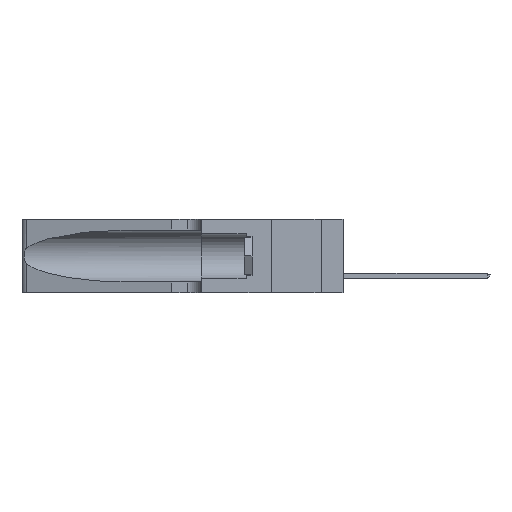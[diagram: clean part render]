
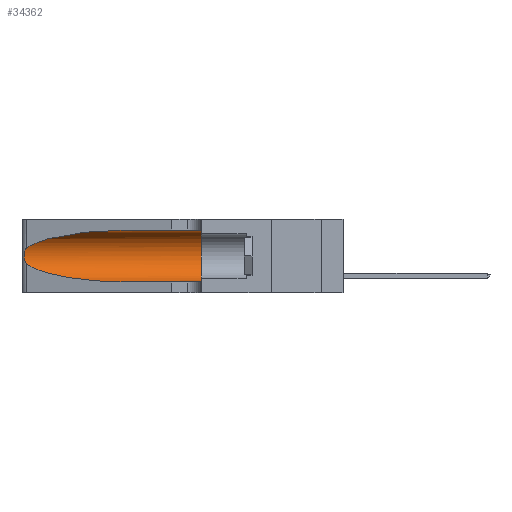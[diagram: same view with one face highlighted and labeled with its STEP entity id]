
A CAD part, left-side view. The second image highlights one B-rep face of the part: STEP entity #34362.
In plain terms, the highlighted cylindrical face has radius 3.308 mm (diameter 6.617 mm), a partial arc.
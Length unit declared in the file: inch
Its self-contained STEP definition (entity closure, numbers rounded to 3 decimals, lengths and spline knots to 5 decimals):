
#1411 = ORIENTED_EDGE ( 'NONE', *, *, #37370, .F. ) ;
#1413 = VECTOR ( 'NONE', #18530, 39.37008 ) ;
#1458 = CARTESIAN_POINT ( 'NONE',  ( 0.25639, 1.23186, 0.15144 ) ) ;
#1581 = CARTESIAN_POINT ( 'NONE',  ( 0.25854, 1.2359, 0.20912 ) ) ;
#2576 = DIRECTION ( 'NONE',  ( 0., -1., 0. ) ) ;
#3073 = CARTESIAN_POINT ( 'NONE',  ( 0.2373, 1.15595, 0.28018 ) ) ;
#3706 = VERTEX_POINT ( 'NONE', #27944 ) ;
#4553 =( BOUNDED_CURVE ( )  B_SPLINE_CURVE ( 3, ( #14885, #27162, #21649, #21115 ),
 .UNSPECIFIED., .F., .T. ) 
 B_SPLINE_CURVE_WITH_KNOTS ( ( 4, 4 ),
 ( 3.44316, 4.71239 ),
 .UNSPECIFIED. ) 
 CURVE ( )  GEOMETRIC_REPRESENTATION_ITEM ( )  RATIONAL_B_SPLINE_CURVE ( ( 1., 0.87, 0.87, 1. ) ) 
 REPRESENTATION_ITEM ( '' )  );
#4713 = CIRCLE ( 'NONE', #17015, 0.13025 ) ;
#4757 = CARTESIAN_POINT ( 'NONE',  ( 0.25487, 1.22718, 0.22369 ) ) ;
#4766 = CYLINDRICAL_SURFACE ( 'NONE', #12472, 0.13025 ) ;
#4835 = CARTESIAN_POINT ( 'NONE',  ( 0.26017, 1.23833, 0.17102 ) ) ;
#5705 = EDGE_CURVE ( 'NONE', #20633, #36066, #23815, .T. ) ;
#6020 = CARTESIAN_POINT ( 'NONE',  ( 0.1305, 0.72297, 0.31525 ) ) ;
#6633 = CARTESIAN_POINT ( 'NONE',  ( 0.1305, 1.61858, 0.185 ) ) ;
#6682 = ORIENTED_EDGE ( 'NONE', *, *, #37186, .T. ) ;
#7394 = CARTESIAN_POINT ( 'NONE',  ( 0.25639, 1.23184, 0.21858 ) ) ;
#7599 = VECTOR ( 'NONE', #15583, 39.37008 ) ;
#7659 = CARTESIAN_POINT ( 'NONE',  ( 0.26075, 1.23896, 0.178 ) ) ;
#8111 = EDGE_CURVE ( 'NONE', #20633, #23583, #20709, .T. ) ;
#10440 = CARTESIAN_POINT ( 'NONE',  ( 0.25487, 1.22718, 0.22369 ) ) ;
#11020 = CARTESIAN_POINT ( 'NONE',  ( 0.1305, 0.35, 0.31525 ) ) ;
#12472 = AXIS2_PLACEMENT_3D ( 'NONE', #6633, #2576, #24949 ) ;
#13558 = CARTESIAN_POINT ( 'NONE',  ( 0.25789, 1.23486, 0.15765 ) ) ;
#14674 = ORIENTED_EDGE ( 'NONE', *, *, #8111, .F. ) ;
#14885 = CARTESIAN_POINT ( 'NONE',  ( 0.25487, 1.22718, 0.14631 ) ) ;
#15583 = DIRECTION ( 'NONE',  ( 0., -1., 0. ) ) ;
#16671 = CARTESIAN_POINT ( 'NONE',  ( 0.25487, 1.22718, 0.14631 ) ) ;
#16739 = ORIENTED_EDGE ( 'NONE', *, *, #29072, .T. ) ;
#17015 = AXIS2_PLACEMENT_3D ( 'NONE', #22058, #25141, #28233 ) ;
#18530 = DIRECTION ( 'NONE',  ( 0., -1., 0. ) ) ;
#20633 = VERTEX_POINT ( 'NONE', #6020 ) ;
#20709 = LINE ( 'NONE', #37107, #1413 ) ;
#21115 = CARTESIAN_POINT ( 'NONE',  ( 0.1305, 0.72297, 0.05475 ) ) ;
#21649 = CARTESIAN_POINT ( 'NONE',  ( 0.18966, 0.96281, 0.05475 ) ) ;
#22058 = CARTESIAN_POINT ( 'NONE',  ( 0.1305, 0.35, 0.185 ) ) ;
#22489 = CARTESIAN_POINT ( 'NONE',  ( 0.25487, 1.22718, 0.14631 ) ) ;
#22782 = EDGE_LOOP ( 'NONE', ( #37268, #28460, #6682, #16739, #1411, #14674 ) ) ;
#23300 = CARTESIAN_POINT ( 'NONE',  ( 0.26018, 1.23835, 0.19895 ) ) ;
#23583 = VERTEX_POINT ( 'NONE', #11020 ) ;
#23815 =( BOUNDED_CURVE ( )  B_SPLINE_CURVE ( 3, ( #33749, #33610, #3073, #27424 ),
 .UNSPECIFIED., .F., .T. ) 
 B_SPLINE_CURVE_WITH_KNOTS ( ( 4, 4 ),
 ( 1.5708, 2.84003 ),
 .UNSPECIFIED. ) 
 CURVE ( )  GEOMETRIC_REPRESENTATION_ITEM ( )  RATIONAL_B_SPLINE_CURVE ( ( 1., 0.87, 0.87, 1. ) ) 
 REPRESENTATION_ITEM ( '' )  );
#23955 = VERTEX_POINT ( 'NONE', #22489 ) ;
#24949 = DIRECTION ( 'NONE',  ( 0., 0., -1. ) ) ;
#25032 = CARTESIAN_POINT ( 'NONE',  ( 0.1305, 1.61858, 0.05475 ) ) ;
#25141 = DIRECTION ( 'NONE',  ( 0., 1., 0. ) ) ;
#26006 = B_SPLINE_CURVE_WITH_KNOTS ( 'NONE', 3,
 ( #10440, #26090, #7394, #38349, #1581, #23300, #28931, #7659, #4835, #32036, #13558, #1458, #35127, #16671 ),
 .UNSPECIFIED., .F., .F.,
 ( 4, 2, 2, 2, 2, 2, 4 ),
 ( 0., 0.00027, 0.00053, 0.00107, 0.0016, 0.00187, 0.00214 ),
 .UNSPECIFIED. ) ;
#26090 = CARTESIAN_POINT ( 'NONE',  ( 0.25555, 1.22994, 0.2215 ) ) ;
#27162 = CARTESIAN_POINT ( 'NONE',  ( 0.2373, 1.15595, 0.08982 ) ) ;
#27424 = CARTESIAN_POINT ( 'NONE',  ( 0.25487, 1.22718, 0.22369 ) ) ;
#27899 = CARTESIAN_POINT ( 'NONE',  ( 0.1305, 0.72297, 0.05475 ) ) ;
#27944 = CARTESIAN_POINT ( 'NONE',  ( 0.1305, 0.35, 0.05475 ) ) ;
#28233 = DIRECTION ( 'NONE',  ( 0., 0., 1. ) ) ;
#28460 = ORIENTED_EDGE ( 'NONE', *, *, #36968, .T. ) ;
#28931 = CARTESIAN_POINT ( 'NONE',  ( 0.26075, 1.23896, 0.19203 ) ) ;
#29072 = EDGE_CURVE ( 'NONE', #31184, #3706, #33584, .T. ) ;
#31184 = VERTEX_POINT ( 'NONE', #27899 ) ;
#32036 = CARTESIAN_POINT ( 'NONE',  ( 0.25856, 1.23593, 0.16098 ) ) ;
#33584 = LINE ( 'NONE', #25032, #7599 ) ;
#33610 = CARTESIAN_POINT ( 'NONE',  ( 0.18966, 0.96281, 0.31525 ) ) ;
#33749 = CARTESIAN_POINT ( 'NONE',  ( 0.1305, 0.72297, 0.31525 ) ) ;
#34362 = ADVANCED_FACE ( 'NONE', ( #38961 ), #4766, .F. ) ;
#35127 = CARTESIAN_POINT ( 'NONE',  ( 0.25555, 1.22993, 0.14849 ) ) ;
#36066 = VERTEX_POINT ( 'NONE', #4757 ) ;
#36968 = EDGE_CURVE ( 'NONE', #36066, #23955, #26006, .T. ) ;
#37107 = CARTESIAN_POINT ( 'NONE',  ( 0.1305, 1.61858, 0.31525 ) ) ;
#37186 = EDGE_CURVE ( 'NONE', #23955, #31184, #4553, .T. ) ;
#37268 = ORIENTED_EDGE ( 'NONE', *, *, #5705, .T. ) ;
#37370 = EDGE_CURVE ( 'NONE', #23583, #3706, #4713, .T. ) ;
#38349 = CARTESIAN_POINT ( 'NONE',  ( 0.25787, 1.23484, 0.2124 ) ) ;
#38961 = FACE_OUTER_BOUND ( 'NONE', #22782, .T. ) ;
